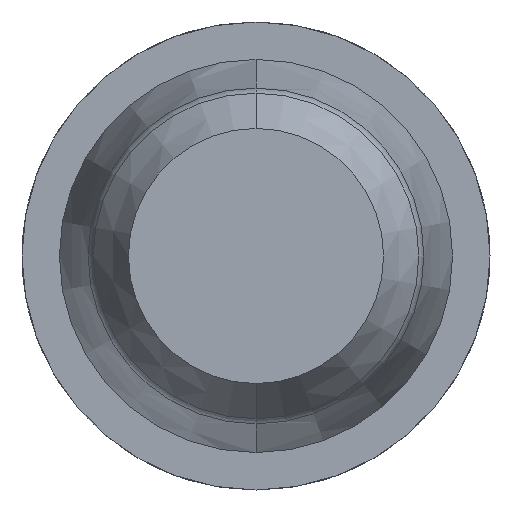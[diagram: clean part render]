
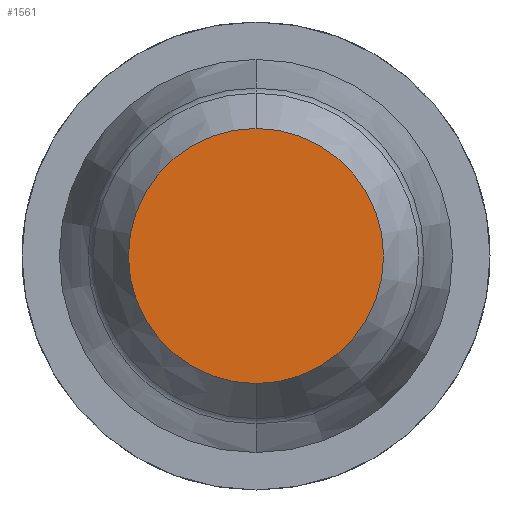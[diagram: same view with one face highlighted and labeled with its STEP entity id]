
A CAD part, front view. The second image highlights one B-rep face of the part: STEP entity #1561.
In plain terms, the highlighted planar face has unit normal (0, -1, 0).
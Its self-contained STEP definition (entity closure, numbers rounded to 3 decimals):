
#73 = CARTESIAN_POINT ( 'NONE',  ( 0., -30.5, -0.627 ) ) ;
#360 = DIRECTION ( 'NONE',  ( 0., 1., 0. ) ) ;
#465 = DIRECTION ( 'NONE',  ( 0., 1., 0. ) ) ;
#685 = PLANE ( 'NONE',  #1831 ) ;
#785 = FACE_OUTER_BOUND ( 'NONE', #2074, .T. ) ;
#1538 = EDGE_CURVE ( 'Defeature ausgef�hrt2_1+Defeature ausgef�hrt2_0+Defeature ausgef�hrt2_0+Defeature ausgef�hrt2_0', #3229, #4049, #3085, .T. ) ;
#1561 = ADVANCED_FACE ( 'Defeature ausgef�hrt2_0', ( #785 ), #685, .F. ) ;
#1831 = AXIS2_PLACEMENT_3D ( 'NONE', #4765, #360, #2568 ) ;
#2013 = EDGE_CURVE ( 'Defeature ausgef�hrt2_1+Defeature ausgef�hrt2_0+Defeature ausgef�hrt2_0+Defeature ausgef�hrt2_0', #4049, #3229, #4260, .T. ) ;
#2074 = EDGE_LOOP ( 'NONE', ( #4266, #2888 ) ) ;
#2173 = AXIS2_PLACEMENT_3D ( 'NONE', #3800, #465, #2708 ) ;
#2518 = DIRECTION ( 'NONE',  ( 0., 1., 0. ) ) ;
#2568 = DIRECTION ( 'NONE',  ( 0., 0., 1. ) ) ;
#2708 = DIRECTION ( 'NONE',  ( 0., 0., 1. ) ) ;
#2888 = ORIENTED_EDGE ( 'NONE', *, *, #1538, .F. ) ;
#2890 = DIRECTION ( 'NONE',  ( 0., 0., 1. ) ) ;
#3085 = CIRCLE ( 'NONE', #4416, 0.627 ) ;
#3088 = CARTESIAN_POINT ( 'NONE',  ( 0., -30.5, 0.627 ) ) ;
#3229 = VERTEX_POINT ( 'NONE', #73 ) ;
#3800 = CARTESIAN_POINT ( 'NONE',  ( 0., -30.5, 0. ) ) ;
#3999 = CARTESIAN_POINT ( 'NONE',  ( 0., -30.5, 0. ) ) ;
#4049 = VERTEX_POINT ( 'NONE', #3088 ) ;
#4260 = CIRCLE ( 'NONE', #2173, 0.627 ) ;
#4266 = ORIENTED_EDGE ( 'NONE', *, *, #2013, .F. ) ;
#4416 = AXIS2_PLACEMENT_3D ( 'NONE', #3999, #2518, #2890 ) ;
#4765 = CARTESIAN_POINT ( 'NONE',  ( 0., -30.5, 0. ) ) ;
